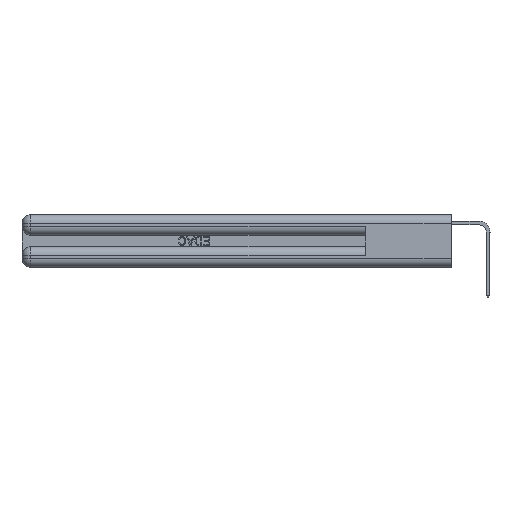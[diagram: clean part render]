
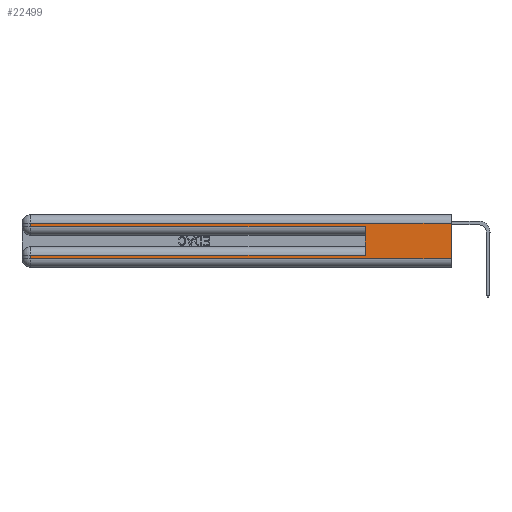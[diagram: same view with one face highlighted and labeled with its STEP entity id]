
A CAD part, left-side view. The second image highlights one B-rep face of the part: STEP entity #22499.
In plain terms, the highlighted planar face has unit normal (-1, 0, 0).
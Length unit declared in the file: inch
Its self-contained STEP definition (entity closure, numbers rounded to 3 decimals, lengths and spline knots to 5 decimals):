
#453 = CARTESIAN_POINT ( 'NONE',  ( 0., 2.94, 0.06 ) ) ;
#1129 = ORIENTED_EDGE ( 'NONE', *, *, #25341, .T. ) ;
#1203 = LINE ( 'NONE', #27507, #26204 ) ;
#1622 = EDGE_CURVE ( 'NONE', #2603, #3708, #13287, .T. ) ;
#2457 = DIRECTION ( 'NONE',  ( 1., 0., 0. ) ) ;
#2603 = VERTEX_POINT ( 'NONE', #5623 ) ;
#3013 = CARTESIAN_POINT ( 'NONE',  ( 0., 0.6, 0.145 ) ) ;
#3532 = ORIENTED_EDGE ( 'NONE', *, *, #11456, .T. ) ;
#3708 = VERTEX_POINT ( 'NONE', #20400 ) ;
#3719 = EDGE_CURVE ( 'NONE', #9479, #13282, #25673, .T. ) ;
#3922 = ORIENTED_EDGE ( 'NONE', *, *, #21408, .T. ) ;
#3974 = CARTESIAN_POINT ( 'NONE',  ( 0., 2.94, 0.285 ) ) ;
#4461 = CARTESIAN_POINT ( 'NONE',  ( 0., 0., 0.085 ) ) ;
#4644 = EDGE_LOOP ( 'NONE', ( #23081, #21868, #1129, #3532, #17719, #20124, #22021, #3922 ) ) ;
#5468 = CARTESIAN_POINT ( 'NONE',  ( 0., 0.6, 0.285 ) ) ;
#5623 = CARTESIAN_POINT ( 'NONE',  ( 0., 0., 0.31 ) ) ;
#5746 = CARTESIAN_POINT ( 'NONE',  ( 0., 0., 0.06 ) ) ;
#6488 = LINE ( 'NONE', #5746, #25561 ) ;
#6586 = LINE ( 'NONE', #27320, #32242 ) ;
#7602 = CARTESIAN_POINT ( 'NONE',  ( 0., 2.94, 0.31 ) ) ;
#8634 = VECTOR ( 'NONE', #29370, 39.37008 ) ;
#9051 = EDGE_CURVE ( 'NONE', #25812, #10309, #31450, .T. ) ;
#9281 = DIRECTION ( 'NONE',  ( 0., 0., -1. ) ) ;
#9479 = VERTEX_POINT ( 'NONE', #10897 ) ;
#9935 = DIRECTION ( 'NONE',  ( 0., 0., -1. ) ) ;
#10131 = DIRECTION ( 'NONE',  ( 0., 1., 0. ) ) ;
#10309 = VERTEX_POINT ( 'NONE', #453 ) ;
#10897 = CARTESIAN_POINT ( 'NONE',  ( 0., 0.6, 0.085 ) ) ;
#11456 = EDGE_CURVE ( 'NONE', #21496, #13282, #31099, .T. ) ;
#13282 = VERTEX_POINT ( 'NONE', #5468 ) ;
#13287 = LINE ( 'NONE', #16981, #31565 ) ;
#14566 = DIRECTION ( 'NONE',  ( 0., 0., -1. ) ) ;
#15213 = LINE ( 'NONE', #4461, #8634 ) ;
#16981 = CARTESIAN_POINT ( 'NONE',  ( 0., 0., 0.37 ) ) ;
#17166 = CARTESIAN_POINT ( 'NONE',  ( 0., 2.94, 0.085 ) ) ;
#17719 = ORIENTED_EDGE ( 'NONE', *, *, #3719, .F. ) ;
#18151 = DIRECTION ( 'NONE',  ( 0., -1., 0. ) ) ;
#18259 = VECTOR ( 'NONE', #22990, 39.37008 ) ;
#18387 = EDGE_CURVE ( 'NONE', #9479, #25812, #15213, .T. ) ;
#19960 = DIRECTION ( 'NONE',  ( 0., 0., -1. ) ) ;
#20124 = ORIENTED_EDGE ( 'NONE', *, *, #18387, .T. ) ;
#20400 = CARTESIAN_POINT ( 'NONE',  ( 0., 0., 0.06 ) ) ;
#21408 = EDGE_CURVE ( 'NONE', #10309, #3708, #6488, .T. ) ;
#21496 = VERTEX_POINT ( 'NONE', #3974 ) ;
#21605 = FACE_OUTER_BOUND ( 'NONE', #4644, .T. ) ;
#21868 = ORIENTED_EDGE ( 'NONE', *, *, #29661, .T. ) ;
#22021 = ORIENTED_EDGE ( 'NONE', *, *, #9051, .T. ) ;
#22499 = ADVANCED_FACE ( 'NONE', ( #21605 ), #27328, .F. ) ;
#22990 = DIRECTION ( 'NONE',  ( 0., 0., 1. ) ) ;
#23081 = ORIENTED_EDGE ( 'NONE', *, *, #1622, .F. ) ;
#25078 = CARTESIAN_POINT ( 'NONE',  ( 0., 0., 0.285 ) ) ;
#25341 = EDGE_CURVE ( 'NONE', #29626, #21496, #6586, .T. ) ;
#25561 = VECTOR ( 'NONE', #18151, 39.37008 ) ;
#25673 = LINE ( 'NONE', #3013, #18259 ) ;
#25812 = VERTEX_POINT ( 'NONE', #17166 ) ;
#26204 = VECTOR ( 'NONE', #10131, 39.37008 ) ;
#27320 = CARTESIAN_POINT ( 'NONE',  ( 0., 2.94, 0.37 ) ) ;
#27328 = PLANE ( 'NONE',  #29705 ) ;
#27507 = CARTESIAN_POINT ( 'NONE',  ( 0., 0., 0.31 ) ) ;
#27669 = DIRECTION ( 'NONE',  ( 0., -1., 0. ) ) ;
#27989 = VECTOR ( 'NONE', #27669, 39.37008 ) ;
#29149 = CARTESIAN_POINT ( 'NONE',  ( 0., 2.94, 0.37 ) ) ;
#29370 = DIRECTION ( 'NONE',  ( 0., 1., 0. ) ) ;
#29626 = VERTEX_POINT ( 'NONE', #7602 ) ;
#29661 = EDGE_CURVE ( 'NONE', #2603, #29626, #1203, .T. ) ;
#29705 = AXIS2_PLACEMENT_3D ( 'NONE', #32309, #2457, #19960 ) ;
#30661 = VECTOR ( 'NONE', #9281, 39.37008 ) ;
#31099 = LINE ( 'NONE', #25078, #27989 ) ;
#31450 = LINE ( 'NONE', #29149, #30661 ) ;
#31565 = VECTOR ( 'NONE', #14566, 39.37008 ) ;
#32242 = VECTOR ( 'NONE', #9935, 39.37008 ) ;
#32309 = CARTESIAN_POINT ( 'NONE',  ( 0., 0., 0.37 ) ) ;
